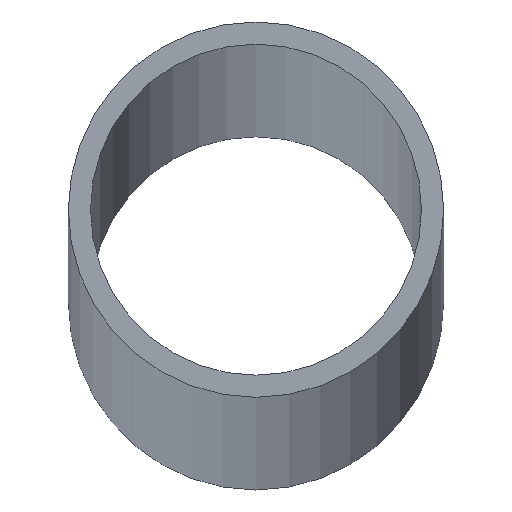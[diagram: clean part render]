
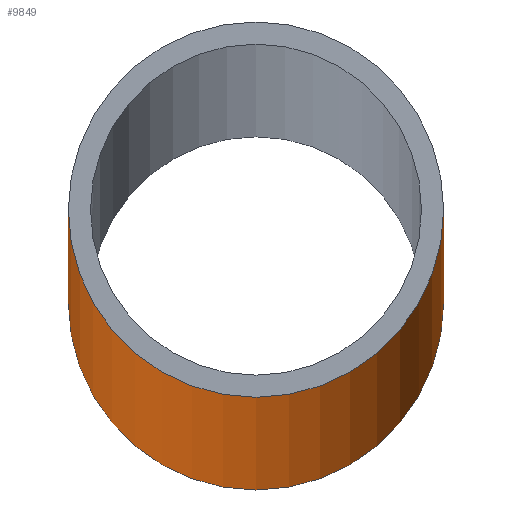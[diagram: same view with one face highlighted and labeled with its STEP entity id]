
A CAD part, top view. The second image highlights one B-rep face of the part: STEP entity #9849.
In plain terms, the highlighted cylindrical face has radius 21.2 mm (diameter 42.4 mm), a full revolution.
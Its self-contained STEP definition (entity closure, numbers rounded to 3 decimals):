
#27 = CARTESIAN_POINT ( 'NONE',  ( 21.2, 0., 3000. ) ) ;
#106 = DIRECTION ( 'NONE',  ( 1., 0., 0. ) ) ;
#1629 = CARTESIAN_POINT ( 'NONE',  ( 0., 0., 3000. ) ) ;
#1933 = CARTESIAN_POINT ( 'NONE',  ( 21.2, 0., -3000. ) ) ;
#2044 = CARTESIAN_POINT ( 'NONE',  ( 0., 0., 3000. ) ) ;
#2681 = FACE_OUTER_BOUND ( 'NONE', #6986, .T. ) ;
#2850 = VERTEX_POINT ( 'NONE', #1933 ) ;
#2958 = EDGE_CURVE ( 'NONE', #2850, #2850, #6525, .T. ) ;
#3554 = AXIS2_PLACEMENT_3D ( 'NONE', #9673, #4862, #106 ) ;
#4366 = DIRECTION ( 'NONE',  ( 0., 0., -1. ) ) ;
#4862 = DIRECTION ( 'NONE',  ( 0., 0., 1. ) ) ;
#5872 = DIRECTION ( 'NONE',  ( 0., 0., 1. ) ) ;
#6393 = EDGE_CURVE ( 'NONE', #7673, #7673, #11879, .T. ) ;
#6525 = CIRCLE ( 'NONE', #3554, 21.2 ) ;
#6986 = EDGE_LOOP ( 'NONE', ( #8959 ) ) ;
#7201 = AXIS2_PLACEMENT_3D ( 'NONE', #2044, #5872, #8721 ) ;
#7365 = FACE_OUTER_BOUND ( 'NONE', #8783, .T. ) ;
#7673 = VERTEX_POINT ( 'NONE', #27 ) ;
#8268 = ORIENTED_EDGE ( 'NONE', *, *, #2958, .T. ) ;
#8425 = AXIS2_PLACEMENT_3D ( 'NONE', #1629, #4366, #10122 ) ;
#8721 = DIRECTION ( 'NONE',  ( 1., 0., 0. ) ) ;
#8783 = EDGE_LOOP ( 'NONE', ( #8268 ) ) ;
#8959 = ORIENTED_EDGE ( 'NONE', *, *, #6393, .F. ) ;
#9449 = CYLINDRICAL_SURFACE ( 'NONE', #8425, 21.2 ) ;
#9673 = CARTESIAN_POINT ( 'NONE',  ( 0., 0., -3000. ) ) ;
#9849 = ADVANCED_FACE ( 'NONE', ( #2681, #7365 ), #9449, .T. ) ;
#10122 = DIRECTION ( 'NONE',  ( -1., 0., 0. ) ) ;
#11879 = CIRCLE ( 'NONE', #7201, 21.2 ) ;
